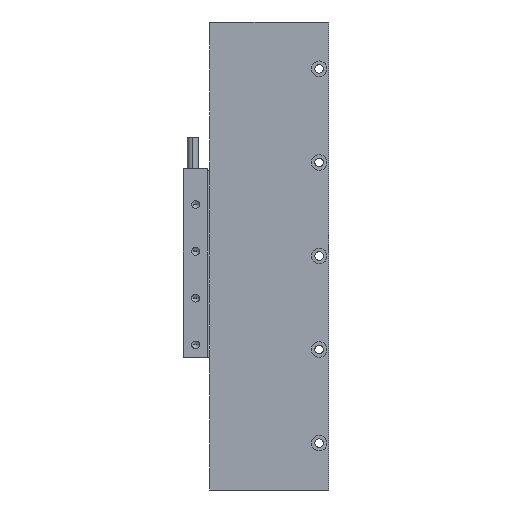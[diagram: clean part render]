
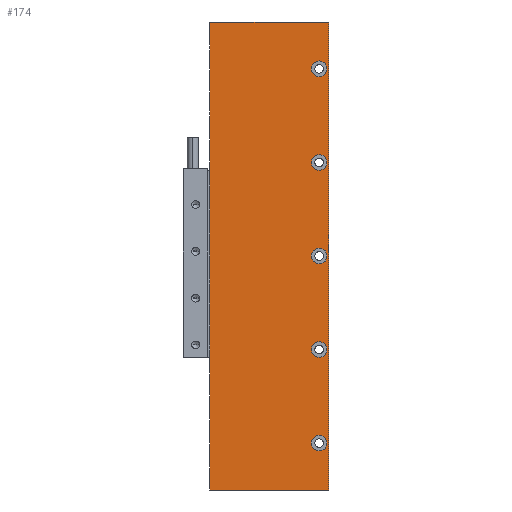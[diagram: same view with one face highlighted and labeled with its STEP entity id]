
A CAD part, left-side view. The second image highlights one B-rep face of the part: STEP entity #174.
In plain terms, the highlighted planar face has unit normal (-1, 0, 0).
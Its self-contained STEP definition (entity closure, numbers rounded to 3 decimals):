
#1 = FACE_BOUND ( 'NONE', #8949, .T. ) ;
#76 = VERTEX_POINT ( 'NONE', #488 ) ;
#130 = CIRCLE ( 'NONE', #7093, 5. ) ;
#161 = CIRCLE ( 'NONE', #9826, 5. ) ;
#174 = ADVANCED_FACE ( 'NONE', ( #1, #4271, #7611, #5053, #8353, #962 ), #3519, .T. ) ;
#230 = EDGE_CURVE ( 'NONE', #1370, #4590, #262, .T. ) ;
#243 = CARTESIAN_POINT ( 'NONE',  ( -19.05, 6., -270. ) ) ;
#262 = LINE ( 'NONE', #9199, #810 ) ;
#291 = DIRECTION ( 'NONE',  ( -1., 0., 0. ) ) ;
#311 = CARTESIAN_POINT ( 'NONE',  ( -19.05, 0., -300. ) ) ;
#437 = ORIENTED_EDGE ( 'NONE', *, *, #3018, .F. ) ;
#488 = CARTESIAN_POINT ( 'NONE',  ( -19.05, 6., -95. ) ) ;
#657 = CARTESIAN_POINT ( 'NONE',  ( -19.05, 76.2, -300. ) ) ;
#694 = EDGE_CURVE ( 'NONE', #5897, #7884, #9550, .T. ) ;
#810 = VECTOR ( 'NONE', #6746, 1000. ) ;
#869 = AXIS2_PLACEMENT_3D ( 'NONE', #9853, #2593, #5867 ) ;
#943 = VERTEX_POINT ( 'NONE', #9012 ) ;
#962 = FACE_OUTER_BOUND ( 'NONE', #2142, .T. ) ;
#1029 = ORIENTED_EDGE ( 'NONE', *, *, #1591, .T. ) ;
#1075 = DIRECTION ( 'NONE',  ( -1., 0., 0. ) ) ;
#1203 = ORIENTED_EDGE ( 'NONE', *, *, #3162, .F. ) ;
#1370 = VERTEX_POINT ( 'NONE', #5748 ) ;
#1572 = DIRECTION ( 'NONE',  ( 0., 0., 1. ) ) ;
#1591 = EDGE_CURVE ( 'NONE', #4590, #2382, #3849, .T. ) ;
#1618 = CARTESIAN_POINT ( 'NONE',  ( -19.05, 6., -90. ) ) ;
#1701 = CARTESIAN_POINT ( 'NONE',  ( -19.05, 6., -270. ) ) ;
#1898 = AXIS2_PLACEMENT_3D ( 'NONE', #9337, #9437, #2171 ) ;
#2088 = EDGE_LOOP ( 'NONE', ( #8365, #8709 ) ) ;
#2095 = VECTOR ( 'NONE', #3754, 1000. ) ;
#2142 = EDGE_LOOP ( 'NONE', ( #437, #6988, #6489, #1029 ) ) ;
#2171 = DIRECTION ( 'NONE',  ( 0., 0., 1. ) ) ;
#2204 = VECTOR ( 'NONE', #6675, 1000. ) ;
#2291 = VERTEX_POINT ( 'NONE', #4177 ) ;
#2361 = AXIS2_PLACEMENT_3D ( 'NONE', #9275, #291, #6887 ) ;
#2382 = VERTEX_POINT ( 'NONE', #4823 ) ;
#2514 = VERTEX_POINT ( 'NONE', #7832 ) ;
#2593 = DIRECTION ( 'NONE',  ( -1., 0., 0. ) ) ;
#2598 = VERTEX_POINT ( 'NONE', #8578 ) ;
#2661 = ORIENTED_EDGE ( 'NONE', *, *, #6690, .F. ) ;
#2677 = DIRECTION ( 'NONE',  ( -1., 0., 0. ) ) ;
#2706 = DIRECTION ( 'NONE',  ( 0., 0., 1. ) ) ;
#2740 = DIRECTION ( 'NONE',  ( -1., 0., 0. ) ) ;
#2818 = DIRECTION ( 'NONE',  ( -1., 0., 0. ) ) ;
#3018 = EDGE_CURVE ( 'NONE', #3720, #2382, #6333, .T. ) ;
#3052 = CARTESIAN_POINT ( 'NONE',  ( -19.05, 0., -300. ) ) ;
#3124 = EDGE_CURVE ( 'NONE', #7884, #5897, #4219, .T. ) ;
#3162 = EDGE_CURVE ( 'NONE', #2291, #2514, #130, .T. ) ;
#3353 = ORIENTED_EDGE ( 'NONE', *, *, #694, .F. ) ;
#3501 = EDGE_CURVE ( 'NONE', #1370, #3720, #5495, .T. ) ;
#3519 = PLANE ( 'NONE',  #8049 ) ;
#3636 = DIRECTION ( 'NONE',  ( 0., -1., 0. ) ) ;
#3659 = CARTESIAN_POINT ( 'NONE',  ( -19.05, 76.2, 0. ) ) ;
#3720 = VERTEX_POINT ( 'NONE', #3659 ) ;
#3754 = DIRECTION ( 'NONE',  ( 0., 0., 1. ) ) ;
#3849 = LINE ( 'NONE', #3052, #9599 ) ;
#3912 = AXIS2_PLACEMENT_3D ( 'NONE', #6414, #9600, #10496 ) ;
#4064 = DIRECTION ( 'NONE',  ( -1., 0., 0. ) ) ;
#4101 = CIRCLE ( 'NONE', #869, 5. ) ;
#4177 = CARTESIAN_POINT ( 'NONE',  ( -19.05, 6., -275. ) ) ;
#4219 = CIRCLE ( 'NONE', #2361, 5. ) ;
#4257 = EDGE_LOOP ( 'NONE', ( #5426, #10472 ) ) ;
#4266 = CIRCLE ( 'NONE', #5621, 5. ) ;
#4271 = FACE_BOUND ( 'NONE', #4257, .T. ) ;
#4324 = CARTESIAN_POINT ( 'NONE',  ( -19.05, 0., -300. ) ) ;
#4590 = VERTEX_POINT ( 'NONE', #311 ) ;
#4605 = CARTESIAN_POINT ( 'NONE',  ( -19.05, 6., -35. ) ) ;
#4654 = DIRECTION ( 'NONE',  ( -1., 0., 0. ) ) ;
#4823 = CARTESIAN_POINT ( 'NONE',  ( -19.05, 0., 0. ) ) ;
#4947 = DIRECTION ( 'NONE',  ( 0., 0., 1. ) ) ;
#5053 = FACE_BOUND ( 'NONE', #8702, .T. ) ;
#5119 = EDGE_CURVE ( 'NONE', #943, #6063, #10031, .T. ) ;
#5426 = ORIENTED_EDGE ( 'NONE', *, *, #5752, .F. ) ;
#5495 = LINE ( 'NONE', #657, #2095 ) ;
#5611 = AXIS2_PLACEMENT_3D ( 'NONE', #1618, #4064, #1572 ) ;
#5621 = AXIS2_PLACEMENT_3D ( 'NONE', #1701, #4654, #4947 ) ;
#5748 = CARTESIAN_POINT ( 'NONE',  ( -19.05, 76.2, -300. ) ) ;
#5752 = EDGE_CURVE ( 'NONE', #6063, #943, #9028, .T. ) ;
#5867 = DIRECTION ( 'NONE',  ( 0., 0., 1. ) ) ;
#5897 = VERTEX_POINT ( 'NONE', #8412 ) ;
#5903 = DIRECTION ( 'NONE',  ( 0., 0., 1. ) ) ;
#6063 = VERTEX_POINT ( 'NONE', #7074 ) ;
#6273 = CIRCLE ( 'NONE', #3912, 5. ) ;
#6333 = LINE ( 'NONE', #6517, #2204 ) ;
#6414 = CARTESIAN_POINT ( 'NONE',  ( -19.05, 6., -30. ) ) ;
#6444 = ORIENTED_EDGE ( 'NONE', *, *, #8697, .F. ) ;
#6489 = ORIENTED_EDGE ( 'NONE', *, *, #230, .T. ) ;
#6517 = CARTESIAN_POINT ( 'NONE',  ( -19.05, 0., 0. ) ) ;
#6546 = EDGE_CURVE ( 'NONE', #9554, #76, #4101, .T. ) ;
#6631 = VERTEX_POINT ( 'NONE', #4605 ) ;
#6659 = EDGE_LOOP ( 'NONE', ( #9684, #3353 ) ) ;
#6675 = DIRECTION ( 'NONE',  ( 0., -1., 0. ) ) ;
#6690 = EDGE_CURVE ( 'NONE', #76, #9554, #10344, .T. ) ;
#6746 = DIRECTION ( 'NONE',  ( 0., -1., 0. ) ) ;
#6877 = CARTESIAN_POINT ( 'NONE',  ( -19.05, 6., -85. ) ) ;
#6887 = DIRECTION ( 'NONE',  ( 0., 0., 1. ) ) ;
#6916 = DIRECTION ( 'NONE',  ( 0., 0., 1. ) ) ;
#6988 = ORIENTED_EDGE ( 'NONE', *, *, #3501, .F. ) ;
#6990 = EDGE_CURVE ( 'NONE', #6631, #2598, #161, .T. ) ;
#7005 = ORIENTED_EDGE ( 'NONE', *, *, #6546, .F. ) ;
#7074 = CARTESIAN_POINT ( 'NONE',  ( -19.05, 6., -205. ) ) ;
#7093 = AXIS2_PLACEMENT_3D ( 'NONE', #243, #9331, #9957 ) ;
#7611 = FACE_BOUND ( 'NONE', #6659, .T. ) ;
#7832 = CARTESIAN_POINT ( 'NONE',  ( -19.05, 6., -265. ) ) ;
#7841 = EDGE_CURVE ( 'NONE', #2598, #6631, #6273, .T. ) ;
#7853 = AXIS2_PLACEMENT_3D ( 'NONE', #10078, #2818, #2706 ) ;
#7884 = VERTEX_POINT ( 'NONE', #10345 ) ;
#8049 = AXIS2_PLACEMENT_3D ( 'NONE', #4324, #1075, #3636 ) ;
#8353 = FACE_BOUND ( 'NONE', #2088, .T. ) ;
#8365 = ORIENTED_EDGE ( 'NONE', *, *, #7841, .F. ) ;
#8412 = CARTESIAN_POINT ( 'NONE',  ( -19.05, 6., -155. ) ) ;
#8578 = CARTESIAN_POINT ( 'NONE',  ( -19.05, 6., -25. ) ) ;
#8697 = EDGE_CURVE ( 'NONE', #2514, #2291, #4266, .T. ) ;
#8702 = EDGE_LOOP ( 'NONE', ( #7005, #2661 ) ) ;
#8709 = ORIENTED_EDGE ( 'NONE', *, *, #6990, .F. ) ;
#8949 = EDGE_LOOP ( 'NONE', ( #6444, #1203 ) ) ;
#9012 = CARTESIAN_POINT ( 'NONE',  ( -19.05, 6., -215. ) ) ;
#9028 = CIRCLE ( 'NONE', #9866, 5. ) ;
#9199 = CARTESIAN_POINT ( 'NONE',  ( -19.05, 0., -300. ) ) ;
#9214 = DIRECTION ( 'NONE',  ( 0., 0., 1. ) ) ;
#9275 = CARTESIAN_POINT ( 'NONE',  ( -19.05, 6., -150. ) ) ;
#9331 = DIRECTION ( 'NONE',  ( -1., 0., 0. ) ) ;
#9337 = CARTESIAN_POINT ( 'NONE',  ( -19.05, 6., -210. ) ) ;
#9416 = CARTESIAN_POINT ( 'NONE',  ( -19.05, 6., -30. ) ) ;
#9437 = DIRECTION ( 'NONE',  ( -1., 0., 0. ) ) ;
#9550 = CIRCLE ( 'NONE', #7853, 5. ) ;
#9554 = VERTEX_POINT ( 'NONE', #6877 ) ;
#9599 = VECTOR ( 'NONE', #6916, 1000. ) ;
#9600 = DIRECTION ( 'NONE',  ( -1., 0., 0. ) ) ;
#9684 = ORIENTED_EDGE ( 'NONE', *, *, #3124, .F. ) ;
#9826 = AXIS2_PLACEMENT_3D ( 'NONE', #9416, #2740, #9214 ) ;
#9853 = CARTESIAN_POINT ( 'NONE',  ( -19.05, 6., -90. ) ) ;
#9866 = AXIS2_PLACEMENT_3D ( 'NONE', #9935, #2677, #5903 ) ;
#9935 = CARTESIAN_POINT ( 'NONE',  ( -19.05, 6., -210. ) ) ;
#9957 = DIRECTION ( 'NONE',  ( 0., 0., 1. ) ) ;
#10031 = CIRCLE ( 'NONE', #1898, 5. ) ;
#10078 = CARTESIAN_POINT ( 'NONE',  ( -19.05, 6., -150. ) ) ;
#10344 = CIRCLE ( 'NONE', #5611, 5. ) ;
#10345 = CARTESIAN_POINT ( 'NONE',  ( -19.05, 6., -145. ) ) ;
#10472 = ORIENTED_EDGE ( 'NONE', *, *, #5119, .F. ) ;
#10496 = DIRECTION ( 'NONE',  ( 0., 0., 1. ) ) ;
